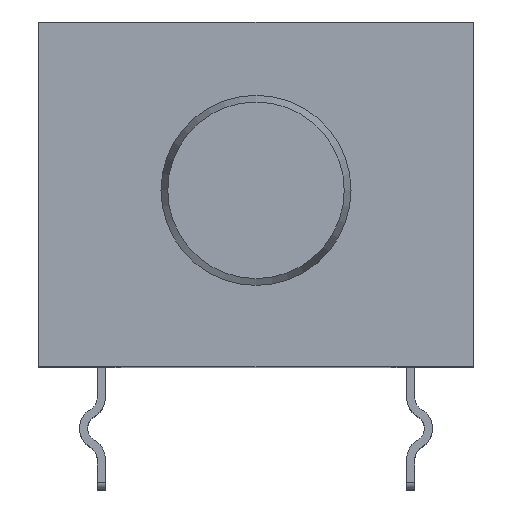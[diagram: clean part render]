
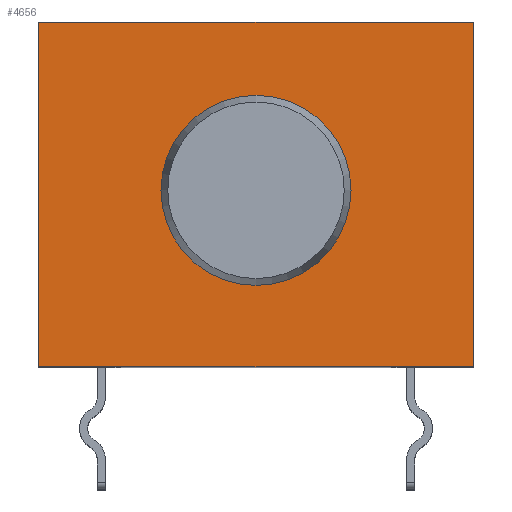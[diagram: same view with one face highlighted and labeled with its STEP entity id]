
A CAD part, top view. The second image highlights one B-rep face of the part: STEP entity #4656.
In plain terms, the highlighted planar face has unit normal (0, 0, 1).
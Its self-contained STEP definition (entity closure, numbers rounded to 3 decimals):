
#34=FACE_BOUND('',#582,.T.);
#161=PLANE('',#4921);
#348=FACE_OUTER_BOUND('',#581,.T.);
#581=EDGE_LOOP('',(#3930,#3931,#3932,#3933));
#582=EDGE_LOOP('',(#3934));
#1004=LINE('',#7068,#1589);
#1073=LINE('',#7201,#1658);
#1081=LINE('',#7218,#1666);
#1085=LINE('',#7229,#1670);
#1589=VECTOR('',#5605,10.);
#1658=VECTOR('',#5760,10.);
#1666=VECTOR('',#5780,10.);
#1670=VECTOR('',#5794,10.);
#1873=CIRCLE('',#4918,3.5);
#2205=VERTEX_POINT('',#7065);
#2206=VERTEX_POINT('',#7067);
#2227=VERTEX_POINT('',#7200);
#2230=VERTEX_POINT('',#7217);
#2232=VERTEX_POINT('',#7223);
#2748=EDGE_CURVE('',#2206,#2205,#1004,.T.);
#2817=EDGE_CURVE('',#2227,#2206,#1073,.T.);
#2825=EDGE_CURVE('',#2230,#2227,#1081,.T.);
#2829=EDGE_CURVE('',#2232,#2232,#1873,.T.);
#2831=EDGE_CURVE('',#2205,#2230,#1085,.T.);
#3930=ORIENTED_EDGE('',*,*,#2748,.T.);
#3931=ORIENTED_EDGE('',*,*,#2831,.T.);
#3932=ORIENTED_EDGE('',*,*,#2825,.T.);
#3933=ORIENTED_EDGE('',*,*,#2817,.T.);
#3934=ORIENTED_EDGE('',*,*,#2829,.T.);
#4656=ADVANCED_FACE('',(#348,#34),#161,.T.);
#4918=AXIS2_PLACEMENT_3D('',#7225,#5787,#5788);
#4921=AXIS2_PLACEMENT_3D('',#7230,#5795,#5796);
#5605=DIRECTION('',(1.,0.,0.));
#5760=DIRECTION('',(0.,-1.,0.));
#5780=DIRECTION('',(-1.,0.,0.));
#5787=DIRECTION('center_axis',(0.,0.,-1.));
#5788=DIRECTION('ref_axis',(1.,0.,0.));
#5794=DIRECTION('',(0.,1.,0.));
#5795=DIRECTION('center_axis',(0.,0.,1.));
#5796=DIRECTION('ref_axis',(1.,0.,0.));
#7065=CARTESIAN_POINT('',(8.,-6.5,23.4));
#7067=CARTESIAN_POINT('',(-8.,-6.5,23.4));
#7068=CARTESIAN_POINT('',(8.,-6.5,23.4));
#7200=CARTESIAN_POINT('',(-8.,6.2,23.4));
#7201=CARTESIAN_POINT('',(-8.,-6.5,23.4));
#7217=CARTESIAN_POINT('',(8.,6.2,23.4));
#7218=CARTESIAN_POINT('',(-8.,6.2,23.4));
#7223=CARTESIAN_POINT('',(-3.5,0.,23.4));
#7225=CARTESIAN_POINT('Origin',(0.,0.,23.4));
#7229=CARTESIAN_POINT('',(8.,6.2,23.4));
#7230=CARTESIAN_POINT('Origin',(0.,-0.15,23.4));
